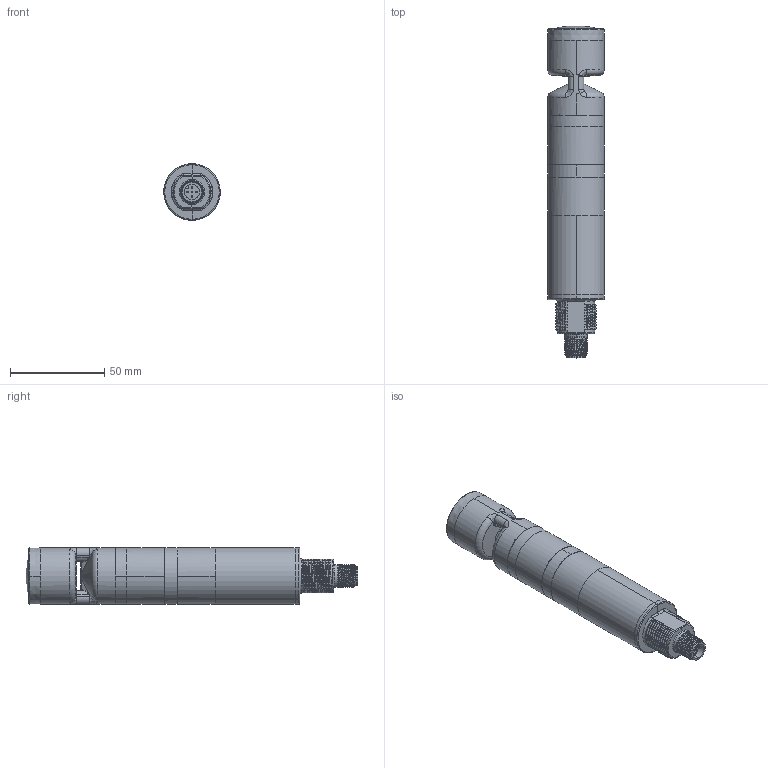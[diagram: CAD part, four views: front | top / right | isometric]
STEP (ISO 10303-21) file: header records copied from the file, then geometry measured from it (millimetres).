
FILE_DESCRIPTION((''),'2;1');
FILE_NAME('204591_ASM','2018-05-09T',('pdmadmin'),('BANNER ENGINEERING'),'CREO PARAMETRIC BY PTC INC, 2016260','CREO PARAMETRIC BY PTC INC, 2016260','');
FILE_SCHEMA(('CONFIG_CONTROL_DESIGN'));
Length unit declared in the file: millimetre
Products named in the file (14): 201226; 201222; 202000; 41089; 204619_ASM; 201229; 204322; 201228; 202220; SOMMS_AUDIBLE_BUZZER; 201227; SOMMS_AUDIBLE_TL30_TWISTLOCK_ASM; 202221; 204591_ASM
Assembly tree (14 placements, depth 3):
  204591_ASM
    201226
    201222
    204619_ASM
      202000
      41089
    201229
    204322
    SOMMS_AUDIBLE_TL30_TWISTLOCK_ASM
      201228
      202220
      SOMMS_AUDIBLE_BUZZER
      201227
    202221  x2
Bounding box: 30 x 176.56 x 30 mm (x, y, z)
Volume: 53281 mm3; surface area: 45503 mm2
Topology: 12 solids, 12 shells, 1791 faces, 4190 edges, 2447 vertices
Faces by surface type: bspline 662, cylinder 356, plane 331, torus 175, cone 155, sphere 112
Entity records: 95154 total; most frequent: CARTESIAN_POINT 60256, ORIENTED_EDGE 8004, DIRECTION 6251, EDGE_CURVE 4002, AXIS2_PLACEMENT_3D 2667, VERTEX_POINT 2334, EDGE_LOOP 1772, FACE_OUTER_BOUND 1719
